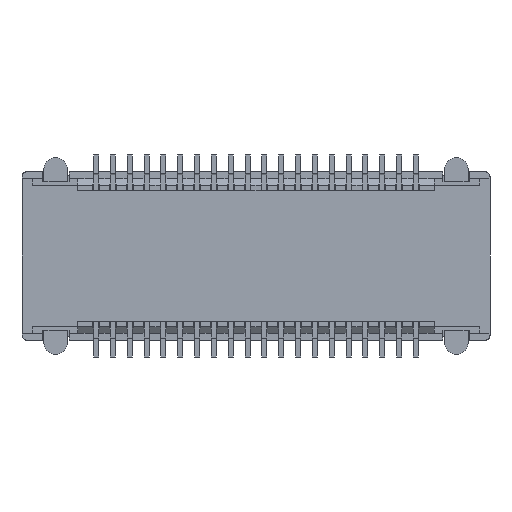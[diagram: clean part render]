
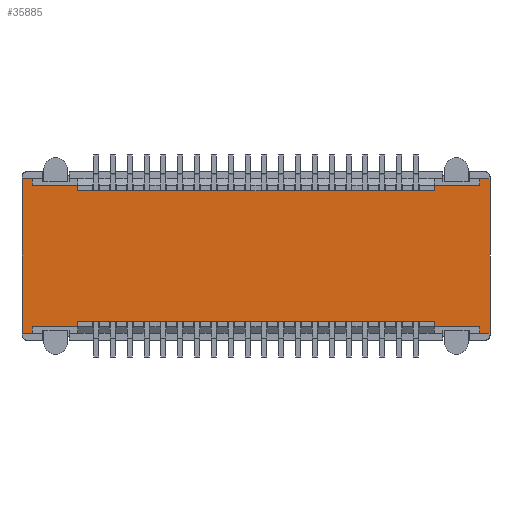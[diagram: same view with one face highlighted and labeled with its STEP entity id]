
A CAD part, front view. The second image highlights one B-rep face of the part: STEP entity #35885.
In plain terms, the highlighted planar face has unit normal (0, -1, 0).
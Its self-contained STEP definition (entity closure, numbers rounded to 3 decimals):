
#6862=DIRECTION('',(0.,0.,1.));
#6863=VECTOR('',#6862,0.158);
#6864=CARTESIAN_POINT('',(5.3,-0.75,-2.1));
#6865=LINE('',#6864,#6863);
#6866=DIRECTION('',(1.,0.,0.));
#6867=VECTOR('',#6866,10.6);
#6868=CARTESIAN_POINT('',(-5.3,-0.75,-1.942));
#6869=LINE('',#6868,#6867);
#6870=DIRECTION('',(0.,0.,1.));
#6871=VECTOR('',#6870,0.158);
#6872=CARTESIAN_POINT('',(-5.3,-0.75,-2.1));
#6873=LINE('',#6872,#6871);
#6874=DIRECTION('',(1.,0.,0.));
#6875=VECTOR('',#6874,1.35);
#6876=CARTESIAN_POINT('',(-6.65,-0.75,-2.1));
#6877=LINE('',#6876,#6875);
#6878=DIRECTION('',(0.,0.,1.));
#6879=VECTOR('',#6878,0.2);
#6880=CARTESIAN_POINT('',(-6.65,-0.75,-2.3));
#6881=LINE('',#6880,#6879);
#6882=DIRECTION('',(1.,0.,0.));
#6883=VECTOR('',#6882,0.3);
#6884=CARTESIAN_POINT('',(-6.95,-0.75,-2.3));
#6885=LINE('',#6884,#6883);
#6886=DIRECTION('',(0.,0.,-1.));
#6887=VECTOR('',#6886,4.6);
#6888=CARTESIAN_POINT('',(-6.95,-0.75,2.3));
#6889=LINE('',#6888,#6887);
#6890=DIRECTION('',(1.,0.,0.));
#6891=VECTOR('',#6890,0.3);
#6892=CARTESIAN_POINT('',(-6.95,-0.75,2.3));
#6893=LINE('',#6892,#6891);
#6894=DIRECTION('',(0.,0.,1.));
#6895=VECTOR('',#6894,0.2);
#6896=CARTESIAN_POINT('',(-6.65,-0.75,2.1));
#6897=LINE('',#6896,#6895);
#6898=DIRECTION('',(1.,0.,0.));
#6899=VECTOR('',#6898,1.35);
#6900=CARTESIAN_POINT('',(-6.65,-0.75,2.1));
#6901=LINE('',#6900,#6899);
#6902=DIRECTION('',(0.,0.,1.));
#6903=VECTOR('',#6902,0.158);
#6904=CARTESIAN_POINT('',(-5.3,-0.75,1.942));
#6905=LINE('',#6904,#6903);
#6906=DIRECTION('',(1.,0.,0.));
#6907=VECTOR('',#6906,10.6);
#6908=CARTESIAN_POINT('',(-5.3,-0.75,1.942));
#6909=LINE('',#6908,#6907);
#6910=DIRECTION('',(0.,0.,1.));
#6911=VECTOR('',#6910,0.158);
#6912=CARTESIAN_POINT('',(5.3,-0.75,1.942));
#6913=LINE('',#6912,#6911);
#6914=DIRECTION('',(1.,0.,0.));
#6915=VECTOR('',#6914,1.35);
#6916=CARTESIAN_POINT('',(5.3,-0.75,2.1));
#6917=LINE('',#6916,#6915);
#6918=DIRECTION('',(0.,0.,1.));
#6919=VECTOR('',#6918,0.2);
#6920=CARTESIAN_POINT('',(6.65,-0.75,2.1));
#6921=LINE('',#6920,#6919);
#6922=DIRECTION('',(1.,0.,0.));
#6923=VECTOR('',#6922,0.3);
#6924=CARTESIAN_POINT('',(6.65,-0.75,2.3));
#6925=LINE('',#6924,#6923);
#6926=DIRECTION('',(1.,0.,0.));
#6927=VECTOR('',#6926,0.3);
#6928=CARTESIAN_POINT('',(6.65,-0.75,-2.3));
#6929=LINE('',#6928,#6927);
#6930=DIRECTION('',(0.,0.,1.));
#6931=VECTOR('',#6930,0.2);
#6932=CARTESIAN_POINT('',(6.65,-0.75,-2.3));
#6933=LINE('',#6932,#6931);
#6934=DIRECTION('',(1.,0.,0.));
#6935=VECTOR('',#6934,1.35);
#6936=CARTESIAN_POINT('',(5.3,-0.75,-2.1));
#6937=LINE('',#6936,#6935);
#21047=DIRECTION('',(0.,0.,-1.));
#21048=VECTOR('',#21047,4.6);
#21049=CARTESIAN_POINT('',(6.95,-0.75,2.3));
#21050=LINE('',#21049,#21048);
#21945=CARTESIAN_POINT('',(-6.95,-0.75,2.3));
#21947=VERTEX_POINT('',#21945);
#21949=CARTESIAN_POINT('',(-6.95,-0.75,-2.3));
#21951=VERTEX_POINT('',#21949);
#21953=CARTESIAN_POINT('',(6.95,-0.75,2.3));
#21955=VERTEX_POINT('',#21953);
#21957=CARTESIAN_POINT('',(6.95,-0.75,-2.3));
#21959=VERTEX_POINT('',#21957);
#21961=CARTESIAN_POINT('',(6.65,-0.75,2.3));
#21963=VERTEX_POINT('',#21961);
#21965=CARTESIAN_POINT('',(6.65,-0.75,-2.3));
#21967=VERTEX_POINT('',#21965);
#21969=CARTESIAN_POINT('',(6.65,-0.75,2.1));
#21971=VERTEX_POINT('',#21969);
#21973=CARTESIAN_POINT('',(-6.65,-0.75,2.1));
#21975=VERTEX_POINT('',#21973);
#21980=CARTESIAN_POINT('',(6.65,-0.75,-2.1));
#21982=VERTEX_POINT('',#21980);
#21984=CARTESIAN_POINT('',(-6.65,-0.75,-2.1));
#21986=VERTEX_POINT('',#21984);
#22167=CARTESIAN_POINT('',(-6.65,-0.75,2.3));
#22168=VERTEX_POINT('',#22167);
#22170=CARTESIAN_POINT('',(-6.65,-0.75,-2.3));
#22172=VERTEX_POINT('',#22170);
#22181=CARTESIAN_POINT('',(5.3,-0.75,-2.1));
#22182=CARTESIAN_POINT('',(5.3,-0.75,-1.942));
#22183=VERTEX_POINT('',#22181);
#22184=VERTEX_POINT('',#22182);
#22185=CARTESIAN_POINT('',(5.3,-0.75,1.942));
#22186=CARTESIAN_POINT('',(5.3,-0.75,2.1));
#22187=VERTEX_POINT('',#22185);
#22188=VERTEX_POINT('',#22186);
#22189=CARTESIAN_POINT('',(-5.3,-0.75,-2.1));
#22190=CARTESIAN_POINT('',(-5.3,-0.75,-1.942));
#22191=VERTEX_POINT('',#22189);
#22192=VERTEX_POINT('',#22190);
#22193=CARTESIAN_POINT('',(-5.3,-0.75,1.942));
#22194=CARTESIAN_POINT('',(-5.3,-0.75,2.1));
#22195=VERTEX_POINT('',#22193);
#22196=VERTEX_POINT('',#22194);
#35845=CARTESIAN_POINT('',(-6.95,-0.75,2.5));
#35846=DIRECTION('',(0.,-1.,0.));
#35847=DIRECTION('',(1.,0.,0.));
#35848=AXIS2_PLACEMENT_3D('',#35845,#35846,#35847);
#35849=PLANE('',#35848);
#35850=ORIENTED_EDGE('',*,*,#35794,.T.);
#35852=ORIENTED_EDGE('',*,*,#35851,.F.);
#35854=ORIENTED_EDGE('',*,*,#35853,.F.);
#35856=ORIENTED_EDGE('',*,*,#35855,.F.);
#35858=ORIENTED_EDGE('',*,*,#35857,.F.);
#35859=ORIENTED_EDGE('',*,*,#35560,.F.);
#35861=ORIENTED_EDGE('',*,*,#35860,.F.);
#35862=ORIENTED_EDGE('',*,*,#34668,.T.);
#35864=ORIENTED_EDGE('',*,*,#35863,.F.);
#35866=ORIENTED_EDGE('',*,*,#35865,.T.);
#35868=ORIENTED_EDGE('',*,*,#35867,.F.);
#35869=ORIENTED_EDGE('',*,*,#33547,.T.);
#35870=ORIENTED_EDGE('',*,*,#35810,.T.);
#35872=ORIENTED_EDGE('',*,*,#35871,.T.);
#35874=ORIENTED_EDGE('',*,*,#35873,.T.);
#35875=ORIENTED_EDGE('',*,*,#34618,.T.);
#35877=ORIENTED_EDGE('',*,*,#35876,.T.);
#35878=ORIENTED_EDGE('',*,*,#35542,.F.);
#35880=ORIENTED_EDGE('',*,*,#35879,.T.);
#35882=ORIENTED_EDGE('',*,*,#35881,.F.);
#35883=EDGE_LOOP('',(#35850,#35852,#35854,#35856,#35858,#35859,#35861,#35862,
#35864,#35866,#35868,#35869,#35870,#35872,#35874,#35875,#35877,#35878,#35880,
#35882));
#35884=FACE_OUTER_BOUND('',#35883,.F.);
#35885=ADVANCED_FACE('',(#35884),#35849,.T.);
#33547=EDGE_CURVE('',#22195,#22187,#6909,.T.);
#34618=EDGE_CURVE('',#21963,#21955,#6925,.T.);
#34668=EDGE_CURVE('',#21947,#22168,#6893,.T.);
#35542=EDGE_CURVE('',#21967,#21959,#6929,.T.);
#35560=EDGE_CURVE('',#21951,#22172,#6885,.T.);
#35794=EDGE_CURVE('',#22183,#22184,#6865,.T.);
#35810=EDGE_CURVE('',#22187,#22188,#6913,.T.);
#35851=EDGE_CURVE('',#22192,#22184,#6869,.T.);
#35853=EDGE_CURVE('',#22191,#22192,#6873,.T.);
#35855=EDGE_CURVE('',#21986,#22191,#6877,.T.);
#35857=EDGE_CURVE('',#22172,#21986,#6881,.T.);
#35860=EDGE_CURVE('',#21947,#21951,#6889,.T.);
#35863=EDGE_CURVE('',#21975,#22168,#6897,.T.);
#35865=EDGE_CURVE('',#21975,#22196,#6901,.T.);
#35867=EDGE_CURVE('',#22195,#22196,#6905,.T.);
#35871=EDGE_CURVE('',#22188,#21971,#6917,.T.);
#35873=EDGE_CURVE('',#21971,#21963,#6921,.T.);
#35876=EDGE_CURVE('',#21955,#21959,#21050,.T.);
#35879=EDGE_CURVE('',#21967,#21982,#6933,.T.);
#35881=EDGE_CURVE('',#22183,#21982,#6937,.T.);
